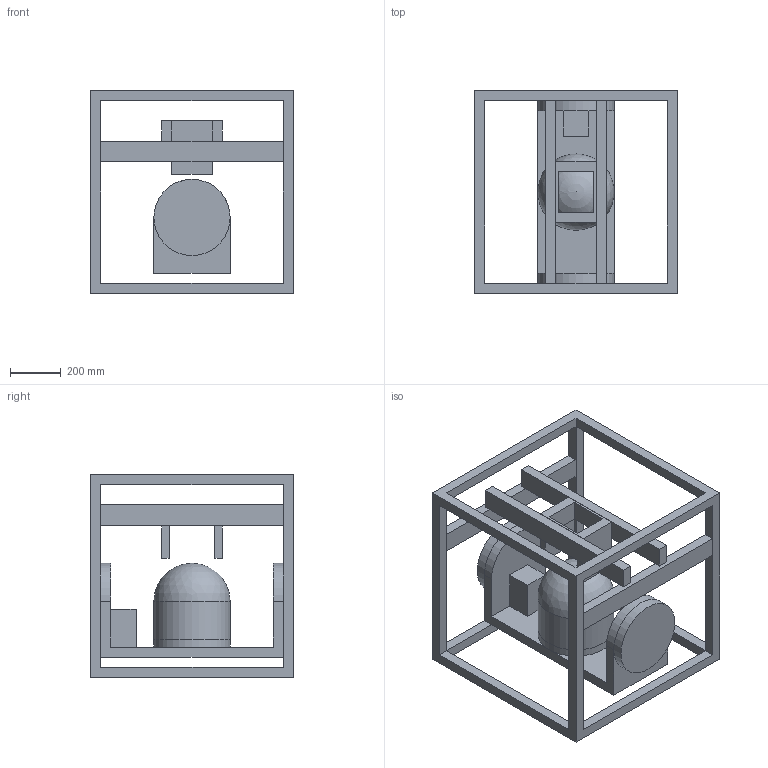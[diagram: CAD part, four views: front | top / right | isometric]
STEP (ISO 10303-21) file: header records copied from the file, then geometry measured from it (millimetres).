
FILE_DESCRIPTION(/* description */ ('','CAx-IF Rec.Pracs.---Representation and Presentation of Product Manufacturing Information (PMI)---4.0---2014-10-13'),/* implementation_level */ '2;1');
FILE_NAME(/* name */ '5 Axis CNC Linkage (Ideation) V2 v1.step',/* time_stamp */ '2025-01-30T19:21:48+11:00',/* author */ (''),/* organization */ (''),/* preprocessor_version */ 'ST-DEVELOPER v20',/* originating_system */ 'Autodesk Translation Framework v13.20.0.188',/* authorisation */ '');
FILE_SCHEMA (('AP242_MANAGED_MODEL_BASED_3D_ENGINEERING_MIM_LF { 1 0 10303 442 1 1 4 }'));
Length unit declared in the file: millimetre
Products named in the file (1): 5 Axis CNC Linkage (Ideation) V2
Bounding box: 800 x 800 x 800 mm (x, y, z)
Volume: 69121533.9 mm3; surface area: 4278127.5 mm2
Topology: 12 solids, 12 shells, 96 faces, 207 edges, 130 vertices
Faces by surface type: plane 89, cylinder 6, sphere 1
Full cylindrical faces by diameter (mm): 300 x4
Entity records: 2581 total; most frequent: CARTESIAN_POINT 433, DIRECTION 414, ORIENTED_EDGE 412, EDGE_CURVE 206, LINE 192, VECTOR 192, VERTEX_POINT 130, AXIS2_PLACEMENT_3D 111
